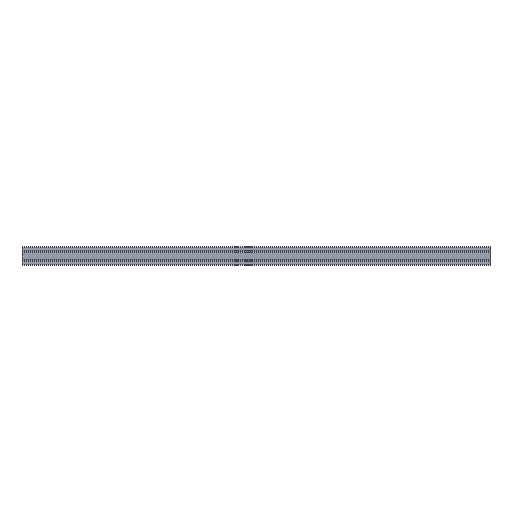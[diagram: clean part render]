
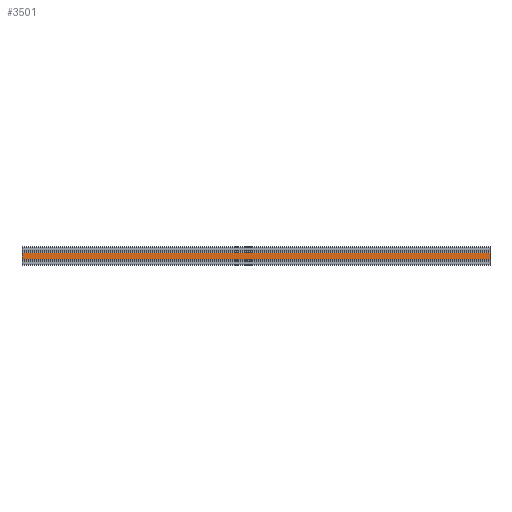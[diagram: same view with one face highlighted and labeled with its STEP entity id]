
A CAD part, left-side view. The second image highlights one B-rep face of the part: STEP entity #3501.
In plain terms, the highlighted planar face has unit normal (-1, 0, 0).
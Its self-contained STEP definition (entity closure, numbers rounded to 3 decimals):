
#31=PLANE('',#3807);
#125=FACE_OUTER_BOUND('',#314,.T.);
#314=EDGE_LOOP('',(#2527,#2528,#2529,#2530));
#504=LINE('',#5227,#858);
#597=LINE('',#5596,#951);
#598=LINE('',#5599,#952);
#599=LINE('',#5600,#953);
#858=VECTOR('',#4110,10.);
#951=VECTOR('',#4405,10.);
#952=VECTOR('',#4408,10.);
#953=VECTOR('',#4409,10.);
#1412=VERTEX_POINT('',#5224);
#1413=VERTEX_POINT('',#5226);
#1587=VERTEX_POINT('',#5592);
#1589=VERTEX_POINT('',#5598);
#1778=EDGE_CURVE('',#1413,#1412,#504,.T.);
#1963=EDGE_CURVE('',#1413,#1587,#597,.T.);
#1964=EDGE_CURVE('',#1589,#1412,#598,.T.);
#1965=EDGE_CURVE('',#1587,#1589,#599,.T.);
#2527=ORIENTED_EDGE('',*,*,#1963,.F.);
#2528=ORIENTED_EDGE('',*,*,#1778,.T.);
#2529=ORIENTED_EDGE('',*,*,#1964,.F.);
#2530=ORIENTED_EDGE('',*,*,#1965,.F.);
#3501=ADVANCED_FACE('',(#125),#31,.T.);
#3807=AXIS2_PLACEMENT_3D('',#5597,#4406,#4407);
#4110=DIRECTION('',(0.,0.,-1.));
#4405=DIRECTION('',(0.,-1.,0.));
#4406=DIRECTION('center_axis',(-1.,0.,0.));
#4407=DIRECTION('ref_axis',(0.,0.,-1.));
#4408=DIRECTION('',(0.,1.,0.));
#4409=DIRECTION('',(0.,0.,-1.));
#5224=CARTESIAN_POINT('',(-40.,1000.,-14.9));
#5226=CARTESIAN_POINT('',(-40.,1000.,14.9));
#5227=CARTESIAN_POINT('',(-40.,1000.,7.95));
#5592=CARTESIAN_POINT('',(-40.,-1000.,14.9));
#5596=CARTESIAN_POINT('',(-40.,0.,14.9));
#5597=CARTESIAN_POINT('Origin',(-40.,0.,15.9));
#5598=CARTESIAN_POINT('',(-40.,-1000.,-14.9));
#5599=CARTESIAN_POINT('',(-40.,0.,-14.9));
#5600=CARTESIAN_POINT('',(-40.,-1000.,7.95));
